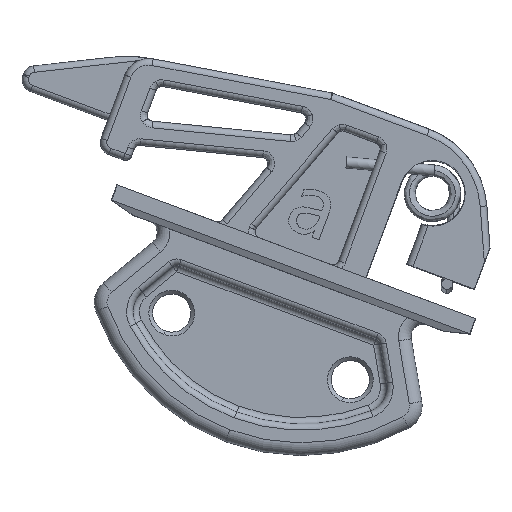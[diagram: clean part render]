
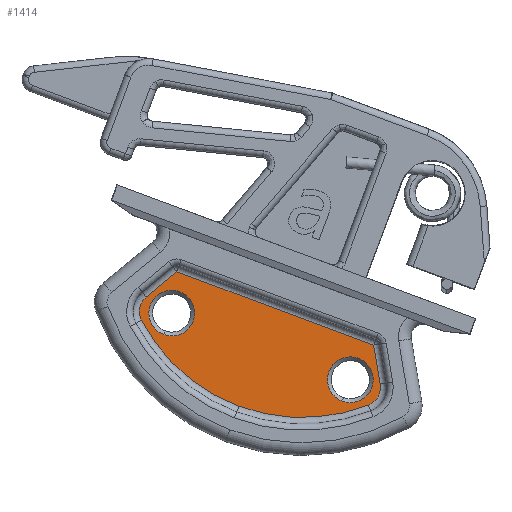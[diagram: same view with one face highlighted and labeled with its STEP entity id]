
A CAD part, front view. The second image highlights one B-rep face of the part: STEP entity #1414.
In plain terms, the highlighted planar face has unit normal (0, -1, 0).
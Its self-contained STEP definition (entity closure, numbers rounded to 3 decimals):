
#73 = PLANE ( 'NONE',  #5732 ) ;
#173 = AXIS2_PLACEMENT_3D ( 'NONE', #11018, #5590, #11901 ) ;
#234 = DIRECTION ( 'NONE',  ( 0., -1., 0. ) ) ;
#249 = VERTEX_POINT ( 'NONE', #9061 ) ;
#342 = CIRCLE ( 'NONE', #9848, 1.8 ) ;
#360 = CIRCLE ( 'NONE', #8170, 1.8 ) ;
#446 = EDGE_LOOP ( 'NONE', ( #3800, #3993 ) ) ;
#494 = CARTESIAN_POINT ( 'NONE',  ( 7.5, -1., -6.141 ) ) ;
#615 = VERTEX_POINT ( 'NONE', #4233 ) ;
#708 = CARTESIAN_POINT ( 'NONE',  ( -7.5, -1., -4.341 ) ) ;
#1295 = VECTOR ( 'NONE', #4522, 1000. ) ;
#1414 = ADVANCED_FACE ( 'NONE', ( #10446, #10300, #10593 ), #73, .T. ) ;
#1484 = DIRECTION ( 'NONE',  ( 0., 0., -1. ) ) ;
#1567 = VERTEX_POINT ( 'NONE', #4760 ) ;
#1604 = CARTESIAN_POINT ( 'NONE',  ( 7.5, -1., -7.941 ) ) ;
#1845 = CIRCLE ( 'NONE', #5161, 1.8 ) ;
#1848 = LINE ( 'NONE', #4561, #1295 ) ;
#1862 = CIRCLE ( 'NONE', #11759, 1.5 ) ;
#2077 = CARTESIAN_POINT ( 'NONE',  ( -9.824, -1., -5.645 ) ) ;
#2287 = VERTEX_POINT ( 'NONE', #5218 ) ;
#2308 = DIRECTION ( 'NONE',  ( -0.5, 0., -0.866 ) ) ;
#2317 = EDGE_CURVE ( 'NONE', #1567, #2287, #1848, .T. ) ;
#2328 = EDGE_CURVE ( 'NONE', #8901, #11747, #1862, .T. ) ;
#2560 = VECTOR ( 'NONE', #2632, 1000. ) ;
#2629 = EDGE_CURVE ( 'NONE', #2287, #8901, #9817, .T. ) ;
#2632 = DIRECTION ( 'NONE',  ( -0.5, 0., 0.866 ) ) ;
#2701 = VERTEX_POINT ( 'NONE', #1604 ) ;
#2720 = CARTESIAN_POINT ( 'NONE',  ( 8.268, -1., -2.95 ) ) ;
#3056 = EDGE_CURVE ( 'NONE', #2701, #3492, #360, .T. ) ;
#3492 = VERTEX_POINT ( 'NONE', #5577 ) ;
#3544 = CARTESIAN_POINT ( 'NONE',  ( 0., -1., -11.15 ) ) ;
#3575 = DIRECTION ( 'NONE',  ( 0., 0., -1. ) ) ;
#3586 = DIRECTION ( 'NONE',  ( 0., -1., 0. ) ) ;
#3591 = CARTESIAN_POINT ( 'NONE',  ( -8.525, -1., -6.395 ) ) ;
#3649 = EDGE_LOOP ( 'NONE', ( #4527, #4832, #4946, #5167, #5810, #5952, #6052 ) ) ;
#3800 = ORIENTED_EDGE ( 'NONE', *, *, #11220, .T. ) ;
#3808 = VERTEX_POINT ( 'NONE', #708 ) ;
#3846 = CARTESIAN_POINT ( 'NONE',  ( -7.5, -1., -6.141 ) ) ;
#3932 = CARTESIAN_POINT ( 'NONE',  ( -7.5, -1., -6.141 ) ) ;
#3993 = ORIENTED_EDGE ( 'NONE', *, *, #9786, .T. ) ;
#4158 = ORIENTED_EDGE ( 'NONE', *, *, #3056, .T. ) ;
#4233 = CARTESIAN_POINT ( 'NONE',  ( 9.525, -1., -7.514 ) ) ;
#4415 = ORIENTED_EDGE ( 'NONE', *, *, #8821, .T. ) ;
#4522 = DIRECTION ( 'NONE',  ( -1., 0., 0. ) ) ;
#4527 = ORIENTED_EDGE ( 'NONE', *, *, #2629, .T. ) ;
#4561 = CARTESIAN_POINT ( 'NONE',  ( -8.268, -1., -2.95 ) ) ;
#4641 = VERTEX_POINT ( 'NONE', #3544 ) ;
#4703 = DIRECTION ( 'NONE',  ( 0., 0., -1. ) ) ;
#4719 = CIRCLE ( 'NONE', #5086, 14.292 ) ;
#4760 = CARTESIAN_POINT ( 'NONE',  ( 8.268, -1., -2.95 ) ) ;
#4794 = DIRECTION ( 'NONE',  ( 0., 0., -1. ) ) ;
#4832 = ORIENTED_EDGE ( 'NONE', *, *, #2328, .T. ) ;
#4946 = ORIENTED_EDGE ( 'NONE', *, *, #9318, .T. ) ;
#5086 = AXIS2_PLACEMENT_3D ( 'NONE', #5872, #234, #6865 ) ;
#5161 = AXIS2_PLACEMENT_3D ( 'NONE', #3932, #10310, #4794 ) ;
#5167 = ORIENTED_EDGE ( 'NONE', *, *, #6752, .T. ) ;
#5218 = CARTESIAN_POINT ( 'NONE',  ( -8.268, -1., -2.95 ) ) ;
#5577 = CARTESIAN_POINT ( 'NONE',  ( 7.5, -1., -4.341 ) ) ;
#5590 = DIRECTION ( 'NONE',  ( 0., -1., 0. ) ) ;
#5732 = AXIS2_PLACEMENT_3D ( 'NONE', #11331, #11273, #10948 ) ;
#5810 = ORIENTED_EDGE ( 'NONE', *, *, #11093, .T. ) ;
#5872 = CARTESIAN_POINT ( 'NONE',  ( 0., -1., 3.142 ) ) ;
#5952 = ORIENTED_EDGE ( 'NONE', *, *, #6520, .T. ) ;
#5989 = CARTESIAN_POINT ( 'NONE',  ( -9.525, -1., -7.514 ) ) ;
#6052 = ORIENTED_EDGE ( 'NONE', *, *, #2317, .T. ) ;
#6289 = LINE ( 'NONE', #2720, #2560 ) ;
#6304 = CIRCLE ( 'NONE', #11258, 14.292 ) ;
#6520 = EDGE_CURVE ( 'NONE', #249, #1567, #6289, .T. ) ;
#6752 = EDGE_CURVE ( 'NONE', #4641, #615, #6304, .T. ) ;
#6775 = EDGE_LOOP ( 'NONE', ( #4158, #4415 ) ) ;
#6865 = DIRECTION ( 'NONE',  ( 0., 0., -1. ) ) ;
#7111 = DIRECTION ( 'NONE',  ( 0., 1., 0. ) ) ;
#7468 = DIRECTION ( 'NONE',  ( 0., 0., -1. ) ) ;
#7507 = DIRECTION ( 'NONE',  ( 0., -1., 0. ) ) ;
#7547 = CARTESIAN_POINT ( 'NONE',  ( 0., -1., 3.142 ) ) ;
#7779 = VECTOR ( 'NONE', #2308, 1000. ) ;
#8049 = AXIS2_PLACEMENT_3D ( 'NONE', #3846, #10210, #4703 ) ;
#8170 = AXIS2_PLACEMENT_3D ( 'NONE', #11807, #11804, #11794 ) ;
#8821 = EDGE_CURVE ( 'NONE', #3492, #2701, #342, .T. ) ;
#8901 = VERTEX_POINT ( 'NONE', #11671 ) ;
#9061 = CARTESIAN_POINT ( 'NONE',  ( 9.824, -1., -5.645 ) ) ;
#9318 = EDGE_CURVE ( 'NONE', #11747, #4641, #4719, .T. ) ;
#9786 = EDGE_CURVE ( 'NONE', #3808, #11833, #11939, .T. ) ;
#9817 = LINE ( 'NONE', #2077, #7779 ) ;
#9848 = AXIS2_PLACEMENT_3D ( 'NONE', #494, #7111, #1484 ) ;
#10210 = DIRECTION ( 'NONE',  ( 0., 1., 0. ) ) ;
#10300 = FACE_BOUND ( 'NONE', #6775, .T. ) ;
#10310 = DIRECTION ( 'NONE',  ( 0., 1., 0. ) ) ;
#10446 = FACE_BOUND ( 'NONE', #446, .T. ) ;
#10579 = CARTESIAN_POINT ( 'NONE',  ( -7.5, -1., -7.941 ) ) ;
#10593 = FACE_OUTER_BOUND ( 'NONE', #3649, .T. ) ;
#10948 = DIRECTION ( 'NONE',  ( 0., 0., 1. ) ) ;
#11010 = CIRCLE ( 'NONE', #173, 1.5 ) ;
#11018 = CARTESIAN_POINT ( 'NONE',  ( 8.525, -1., -6.395 ) ) ;
#11093 = EDGE_CURVE ( 'NONE', #615, #249, #11010, .T. ) ;
#11220 = EDGE_CURVE ( 'NONE', #11833, #3808, #1845, .T. ) ;
#11258 = AXIS2_PLACEMENT_3D ( 'NONE', #7547, #7507, #7468 ) ;
#11273 = DIRECTION ( 'NONE',  ( 0., -1., 0. ) ) ;
#11331 = CARTESIAN_POINT ( 'NONE',  ( 0., -1., 3.142 ) ) ;
#11671 = CARTESIAN_POINT ( 'NONE',  ( -9.824, -1., -5.645 ) ) ;
#11747 = VERTEX_POINT ( 'NONE', #5989 ) ;
#11759 = AXIS2_PLACEMENT_3D ( 'NONE', #3591, #3586, #3575 ) ;
#11794 = DIRECTION ( 'NONE',  ( 0., 0., -1. ) ) ;
#11804 = DIRECTION ( 'NONE',  ( 0., 1., 0. ) ) ;
#11807 = CARTESIAN_POINT ( 'NONE',  ( 7.5, -1., -6.141 ) ) ;
#11833 = VERTEX_POINT ( 'NONE', #10579 ) ;
#11901 = DIRECTION ( 'NONE',  ( 0., 0., -1. ) ) ;
#11939 = CIRCLE ( 'NONE', #8049, 1.8 ) ;
